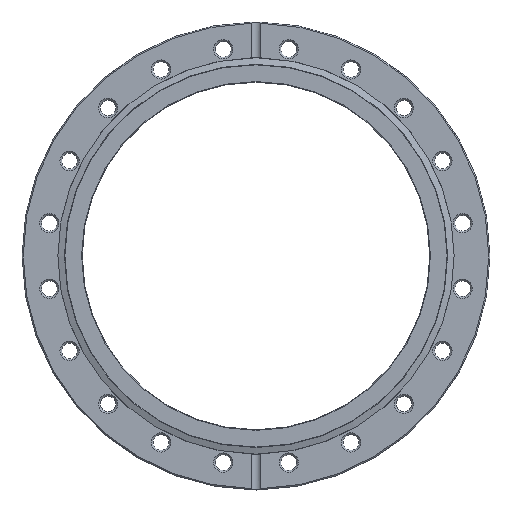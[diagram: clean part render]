
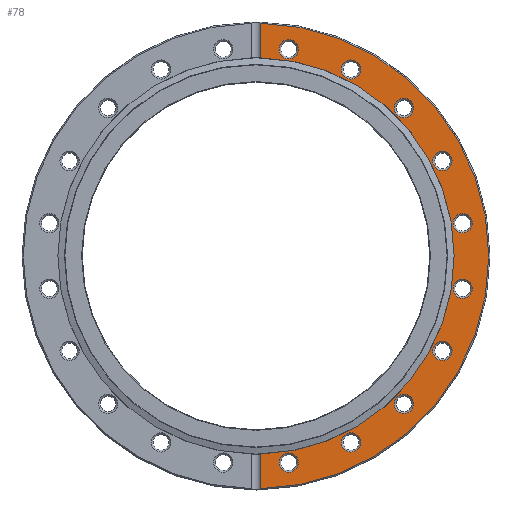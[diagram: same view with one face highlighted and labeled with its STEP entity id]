
A CAD part, top view. The second image highlights one B-rep face of the part: STEP entity #78.
In plain terms, the highlighted planar face has unit normal (0, 0, 1).
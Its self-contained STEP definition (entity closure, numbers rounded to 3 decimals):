
#78 = ADVANCED_FACE( '', ( #166, #167, #168, #169, #170, #171, #172, #173, #174, #175, #176 ), #177, .F. );
#166 = FACE_BOUND( '', #449, .T. );
#167 = FACE_BOUND( '', #450, .T. );
#168 = FACE_BOUND( '', #451, .T. );
#169 = FACE_BOUND( '', #452, .T. );
#170 = FACE_BOUND( '', #453, .T. );
#171 = FACE_BOUND( '', #454, .T. );
#172 = FACE_BOUND( '', #455, .T. );
#173 = FACE_BOUND( '', #456, .T. );
#174 = FACE_BOUND( '', #457, .T. );
#175 = FACE_BOUND( '', #458, .T. );
#176 = FACE_OUTER_BOUND( '', #459, .T. );
#177 = PLANE( '', #460 );
#449 = EDGE_LOOP( '', ( #749 ) );
#450 = EDGE_LOOP( '', ( #750 ) );
#451 = EDGE_LOOP( '', ( #751 ) );
#452 = EDGE_LOOP( '', ( #752 ) );
#453 = EDGE_LOOP( '', ( #753 ) );
#454 = EDGE_LOOP( '', ( #754 ) );
#455 = EDGE_LOOP( '', ( #755 ) );
#456 = EDGE_LOOP( '', ( #756 ) );
#457 = EDGE_LOOP( '', ( #757 ) );
#458 = EDGE_LOOP( '', ( #758 ) );
#459 = EDGE_LOOP( '', ( #759, #760, #761, #762 ) );
#460 = AXIS2_PLACEMENT_3D( '', #763, #764, #765 );
#749 = ORIENTED_EDGE( '', *, *, #1214, .T. );
#750 = ORIENTED_EDGE( '', *, *, #1215, .T. );
#751 = ORIENTED_EDGE( '', *, *, #1216, .T. );
#752 = ORIENTED_EDGE( '', *, *, #1217, .T. );
#753 = ORIENTED_EDGE( '', *, *, #1218, .T. );
#754 = ORIENTED_EDGE( '', *, *, #1219, .T. );
#755 = ORIENTED_EDGE( '', *, *, #1220, .T. );
#756 = ORIENTED_EDGE( '', *, *, #1221, .T. );
#757 = ORIENTED_EDGE( '', *, *, #1222, .T. );
#758 = ORIENTED_EDGE( '', *, *, #1223, .T. );
#759 = ORIENTED_EDGE( '', *, *, #1209, .F. );
#760 = ORIENTED_EDGE( '', *, *, #1224, .F. );
#761 = ORIENTED_EDGE( '', *, *, #1225, .T. );
#762 = ORIENTED_EDGE( '', *, *, #1212, .T. );
#763 = CARTESIAN_POINT( '', ( 0., 0., 11.176 ) );
#764 = DIRECTION( '', ( 0., 0., -1. ) );
#765 = DIRECTION( '', ( -1., 0., 0. ) );
#1209 = EDGE_CURVE( '', #1329, #1331, #1332, .F. );
#1212 = EDGE_CURVE( '', #1335, #1331, #1336, .F. );
#1214 = EDGE_CURVE( '', #1338, #1338, #1339, .T. );
#1215 = EDGE_CURVE( '', #1340, #1340, #1341, .T. );
#1216 = EDGE_CURVE( '', #1342, #1342, #1343, .T. );
#1217 = EDGE_CURVE( '', #1344, #1344, #1345, .T. );
#1218 = EDGE_CURVE( '', #1346, #1346, #1347, .T. );
#1219 = EDGE_CURVE( '', #1348, #1348, #1349, .T. );
#1220 = EDGE_CURVE( '', #1350, #1350, #1351, .T. );
#1221 = EDGE_CURVE( '', #1352, #1352, #1353, .T. );
#1222 = EDGE_CURVE( '', #1354, #1354, #1355, .T. );
#1223 = EDGE_CURVE( '', #1356, #1356, #1357, .T. );
#1224 = EDGE_CURVE( '', #1358, #1329, #1359, .T. );
#1225 = EDGE_CURVE( '', #1358, #1335, #1360, .F. );
#1329 = VERTEX_POINT( '', #1570 );
#1331 = VERTEX_POINT( '', #1587 );
#1332 = LINE( '', #1588, #1589 );
#1335 = VERTEX_POINT( '', #1600 );
#1336 = CIRCLE( '', #1601, 100.711 );
#1338 = VERTEX_POINT( '', #1606 );
#1339 = CIRCLE( '', #1607, 4.162 );
#1340 = VERTEX_POINT( '', #1608 );
#1341 = CIRCLE( '', #1609, 4.162 );
#1342 = VERTEX_POINT( '', #1610 );
#1343 = CIRCLE( '', #1611, 4.162 );
#1344 = VERTEX_POINT( '', #1612 );
#1345 = CIRCLE( '', #1613, 4.162 );
#1346 = VERTEX_POINT( '', #1614 );
#1347 = CIRCLE( '', #1615, 4.162 );
#1348 = VERTEX_POINT( '', #1616 );
#1349 = CIRCLE( '', #1617, 4.162 );
#1350 = VERTEX_POINT( '', #1618 );
#1351 = CIRCLE( '', #1619, 4.162 );
#1352 = VERTEX_POINT( '', #1620 );
#1353 = CIRCLE( '', #1621, 4.162 );
#1354 = VERTEX_POINT( '', #1622 );
#1355 = CIRCLE( '', #1623, 4.162 );
#1356 = VERTEX_POINT( '', #1624 );
#1357 = CIRCLE( '', #1625, 4.162 );
#1358 = VERTEX_POINT( '', #1626 );
#1359 = CIRCLE( '', #1627, 85.725 );
#1360 = LINE( '', #1628, #1629 );
#1570 = CARTESIAN_POINT( '', ( 1.769, 85.707, 11.176 ) );
#1587 = CARTESIAN_POINT( '', ( 1.769, 100.695, 11.176 ) );
#1588 = CARTESIAN_POINT( '', ( 1.769, 372.462, 11.176 ) );
#1589 = VECTOR( '', #1840, 1000. );
#1600 = CARTESIAN_POINT( '', ( 1.769, -100.695, 11.176 ) );
#1601 = AXIS2_PLACEMENT_3D( '', #1841, #1842, #1843 );
#1606 = CARTESIAN_POINT( '', ( 9.999, 89.411, 11.176 ) );
#1607 = AXIS2_PLACEMENT_3D( '', #1844, #1845, #1846 );
#1608 = CARTESIAN_POINT( '', ( 36.936, 80.659, 11.176 ) );
#1609 = AXIS2_PLACEMENT_3D( '', #1847, #1848, #1849 );
#1610 = CARTESIAN_POINT( '', ( 59.849, 64.011, 11.176 ) );
#1611 = AXIS2_PLACEMENT_3D( '', #1850, #1851, #1852 );
#1612 = CARTESIAN_POINT( '', ( 76.497, 41.098, 11.176 ) );
#1613 = AXIS2_PLACEMENT_3D( '', #1853, #1854, #1855 );
#1614 = CARTESIAN_POINT( '', ( 85.249, 14.161, 11.176 ) );
#1615 = AXIS2_PLACEMENT_3D( '', #1856, #1857, #1858 );
#1616 = CARTESIAN_POINT( '', ( 85.249, -14.161, 11.176 ) );
#1617 = AXIS2_PLACEMENT_3D( '', #1859, #1860, #1861 );
#1618 = CARTESIAN_POINT( '', ( 76.497, -41.098, 11.176 ) );
#1619 = AXIS2_PLACEMENT_3D( '', #1862, #1863, #1864 );
#1620 = CARTESIAN_POINT( '', ( 59.849, -64.011, 11.176 ) );
#1621 = AXIS2_PLACEMENT_3D( '', #1865, #1866, #1867 );
#1622 = CARTESIAN_POINT( '', ( 36.936, -80.659, 11.176 ) );
#1623 = AXIS2_PLACEMENT_3D( '', #1868, #1869, #1870 );
#1624 = CARTESIAN_POINT( '', ( 9.999, -89.411, 11.176 ) );
#1625 = AXIS2_PLACEMENT_3D( '', #1871, #1872, #1873 );
#1626 = CARTESIAN_POINT( '', ( 1.769, -85.707, 11.176 ) );
#1627 = AXIS2_PLACEMENT_3D( '', #1874, #1875, #1876 );
#1628 = CARTESIAN_POINT( '', ( 1.769, -372.462, 11.176 ) );
#1629 = VECTOR( '', #1877, 1000. );
#1840 = DIRECTION( '', ( 0., -1., 0. ) );
#1841 = CARTESIAN_POINT( '', ( 0., 0., 11.176 ) );
#1842 = DIRECTION( '', ( 0., 0., -1. ) );
#1843 = DIRECTION( '', ( -1., 0., 0. ) );
#1844 = CARTESIAN_POINT( '', ( 14.161, 89.411, 11.176 ) );
#1845 = DIRECTION( '', ( 0., 0., -1. ) );
#1846 = DIRECTION( '', ( -1., 0., 0. ) );
#1847 = CARTESIAN_POINT( '', ( 41.098, 80.659, 11.176 ) );
#1848 = DIRECTION( '', ( 0., 0., -1. ) );
#1849 = DIRECTION( '', ( -1., 0., 0. ) );
#1850 = CARTESIAN_POINT( '', ( 64.011, 64.011, 11.176 ) );
#1851 = DIRECTION( '', ( 0., 0., -1. ) );
#1852 = DIRECTION( '', ( -1., 0., 0. ) );
#1853 = CARTESIAN_POINT( '', ( 80.659, 41.098, 11.176 ) );
#1854 = DIRECTION( '', ( 0., 0., -1. ) );
#1855 = DIRECTION( '', ( -1., 0., 0. ) );
#1856 = CARTESIAN_POINT( '', ( 89.411, 14.161, 11.176 ) );
#1857 = DIRECTION( '', ( 0., 0., -1. ) );
#1858 = DIRECTION( '', ( -1., 0., 0. ) );
#1859 = CARTESIAN_POINT( '', ( 89.411, -14.161, 11.176 ) );
#1860 = DIRECTION( '', ( 0., 0., -1. ) );
#1861 = DIRECTION( '', ( -1., 0., 0. ) );
#1862 = CARTESIAN_POINT( '', ( 80.659, -41.098, 11.176 ) );
#1863 = DIRECTION( '', ( 0., 0., -1. ) );
#1864 = DIRECTION( '', ( -1., 0., 0. ) );
#1865 = CARTESIAN_POINT( '', ( 64.011, -64.011, 11.176 ) );
#1866 = DIRECTION( '', ( 0., 0., -1. ) );
#1867 = DIRECTION( '', ( -1., 0., 0. ) );
#1868 = CARTESIAN_POINT( '', ( 41.098, -80.659, 11.176 ) );
#1869 = DIRECTION( '', ( 0., 0., -1. ) );
#1870 = DIRECTION( '', ( -1., 0., 0. ) );
#1871 = CARTESIAN_POINT( '', ( 14.161, -89.411, 11.176 ) );
#1872 = DIRECTION( '', ( 0., 0., -1. ) );
#1873 = DIRECTION( '', ( -1., 0., 0. ) );
#1874 = CARTESIAN_POINT( '', ( 0., 0., 11.176 ) );
#1875 = DIRECTION( '', ( 0., 0., 1. ) );
#1876 = DIRECTION( '', ( 1., 0., 0. ) );
#1877 = DIRECTION( '', ( 0., 1., 0. ) );
